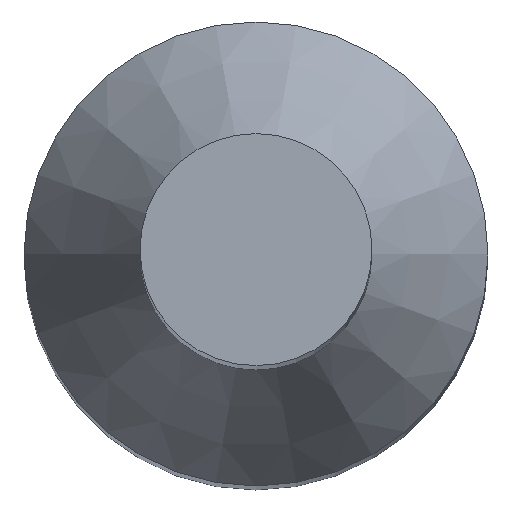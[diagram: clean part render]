
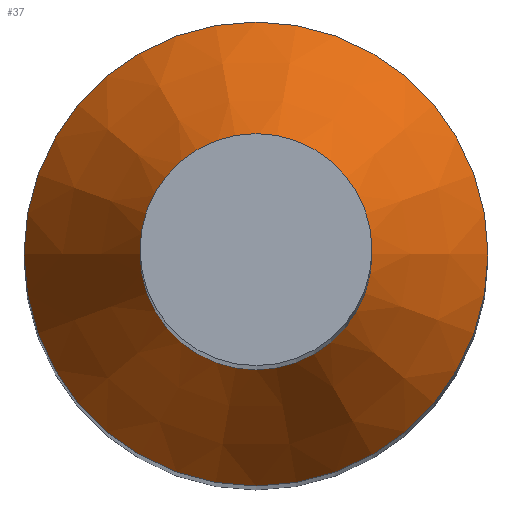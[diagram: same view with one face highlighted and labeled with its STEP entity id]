
A CAD part, top view. The second image highlights one B-rep face of the part: STEP entity #37.
In plain terms, the highlighted conical face has half-angle 30 degrees and reference radius 0.8 mm.
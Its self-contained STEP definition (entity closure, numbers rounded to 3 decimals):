
#37 = ADVANCED_FACE( '', ( #70, #71 ), #72, .T. );
#70 = FACE_OUTER_BOUND( '', #95, .T. );
#71 = FACE_BOUND( '', #96, .T. );
#72 = CONICAL_SURFACE( '', #97, 0.8, 0.524 );
#95 = EDGE_LOOP( '', ( #122 ) );
#96 = EDGE_LOOP( '', ( #123 ) );
#97 = AXIS2_PLACEMENT_3D( '', #124, #125, #126 );
#122 = ORIENTED_EDGE( '', *, *, #133, .T. );
#123 = ORIENTED_EDGE( '', *, *, #128, .F. );
#124 = CARTESIAN_POINT( '', ( 0., 0., 17.286 ) );
#125 = DIRECTION( '', ( 0., 0., -1. ) );
#126 = DIRECTION( '', ( -1., 0., 0. ) );
#128 = EDGE_CURVE( '', #137, #137, #138, .T. );
#133 = EDGE_CURVE( '', #145, #145, #146, .T. );
#137 = VERTEX_POINT( '', #150 );
#138 = CIRCLE( '', #151, 0.8 );
#145 = VERTEX_POINT( '', #158 );
#146 = CIRCLE( '', #159, 1.6 );
#150 = CARTESIAN_POINT( '', ( 0.8, 0., 17.286 ) );
#151 = AXIS2_PLACEMENT_3D( '', #162, #163, #164 );
#158 = CARTESIAN_POINT( '', ( 1.6, 0., 15.9 ) );
#159 = AXIS2_PLACEMENT_3D( '', #171, #172, #173 );
#162 = CARTESIAN_POINT( '', ( 0., 0., 17.286 ) );
#163 = DIRECTION( '', ( 0., 0., 1. ) );
#164 = DIRECTION( '', ( 1., 0., 0. ) );
#171 = CARTESIAN_POINT( '', ( 0., 0., 15.9 ) );
#172 = DIRECTION( '', ( 0., 0., 1. ) );
#173 = DIRECTION( '', ( 1., 0., 0. ) );
